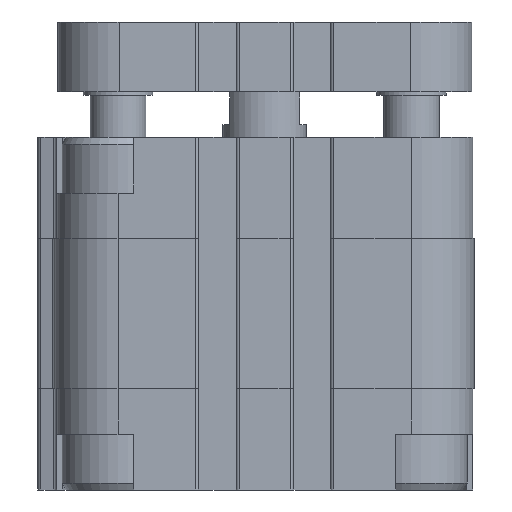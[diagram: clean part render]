
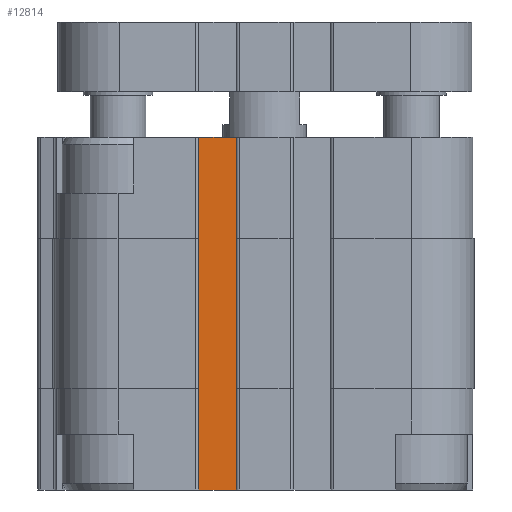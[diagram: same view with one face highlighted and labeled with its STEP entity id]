
A CAD part, left-side view. The second image highlights one B-rep face of the part: STEP entity #12814.
In plain terms, the highlighted face is planar.
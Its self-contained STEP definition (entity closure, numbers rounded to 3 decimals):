
#62=LINE('',#19266,#1242);
#276=LINE('',#20025,#1456);
#277=LINE('',#20027,#1457);
#278=LINE('',#20029,#1458);
#1242=VECTOR('',#14940,1000.);
#1456=VECTOR('',#15578,1000.);
#1457=VECTOR('',#15581,1000.);
#1458=VECTOR('',#15582,1000.);
#2448=PLANE('',#13762);
#3843=ORIENTED_EDGE('',*,*,#7241,.F.);
#3844=ORIENTED_EDGE('',*,*,#7607,.F.);
#3845=ORIENTED_EDGE('',*,*,#7608,.T.);
#3846=ORIENTED_EDGE('',*,*,#7609,.T.);
#7241=EDGE_CURVE('',#9154,#9155,#62,.T.);
#7607=EDGE_CURVE('',#9487,#9154,#276,.T.);
#7608=EDGE_CURVE('',#9487,#9488,#277,.T.);
#7609=EDGE_CURVE('',#9488,#9155,#278,.T.);
#9154=VERTEX_POINT('',#19265);
#9155=VERTEX_POINT('',#19267);
#9487=VERTEX_POINT('',#20024);
#9488=VERTEX_POINT('',#20028);
#10977=EDGE_LOOP('',(#3843,#3844,#3845,#3846));
#11879=FACE_BOUND('',#10977,.T.);
#12814=ADVANCED_FACE('',(#11879),#2448,.T.);
#13762=AXIS2_PLACEMENT_3D('',#20026,#15579,#15580);
#14940=DIRECTION('',(0.,1.,0.));
#15578=DIRECTION('',(0.,0.,1.));
#15579=DIRECTION('',(1.,0.,0.));
#15580=DIRECTION('',(0.,0.,-1.));
#15581=DIRECTION('',(0.,1.,0.));
#15582=DIRECTION('',(0.,0.,1.));
#19265=CARTESIAN_POINT('',(25.,-9.75,0.));
#19266=CARTESIAN_POINT('',(25.,-9.75,0.));
#19267=CARTESIAN_POINT('',(25.,-3.75,0.));
#20024=CARTESIAN_POINT('',(25.,-9.75,-50.5));
#20025=CARTESIAN_POINT('',(25.,-9.75,-14.5));
#20026=CARTESIAN_POINT('',(25.,-9.75,-14.5));
#20027=CARTESIAN_POINT('',(25.,-9.75,-50.5));
#20028=CARTESIAN_POINT('',(25.,-3.75,-50.5));
#20029=CARTESIAN_POINT('',(25.,-3.75,-14.5));
